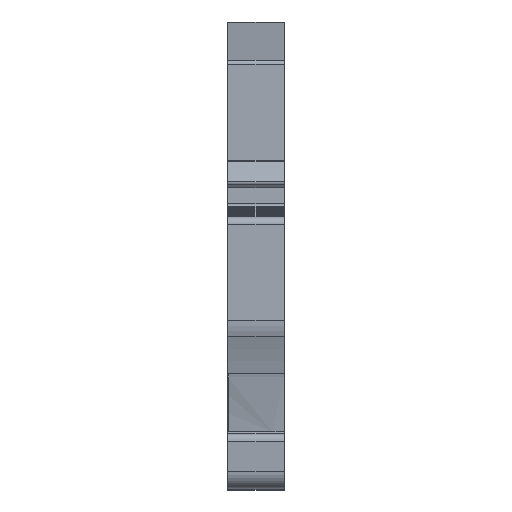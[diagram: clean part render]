
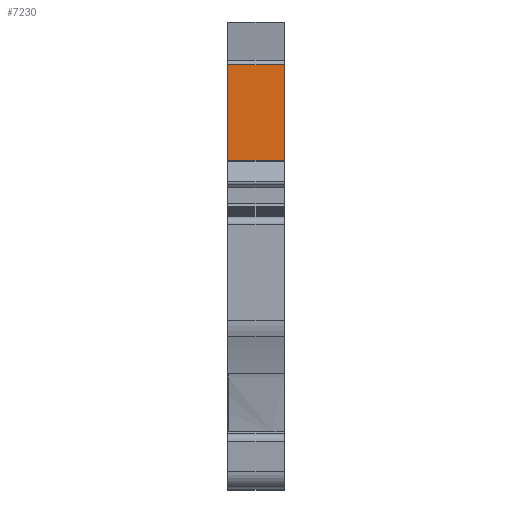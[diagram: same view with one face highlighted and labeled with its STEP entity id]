
A CAD part, front view. The second image highlights one B-rep face of the part: STEP entity #7230.
In plain terms, the highlighted planar face has unit normal (0, -1, 0).
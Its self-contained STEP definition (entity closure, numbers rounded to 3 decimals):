
#7203=AXIS2_PLACEMENT_3D('Plane Axis2P3D',#7200,#7201,#7202) ;
#7178=CARTESIAN_POINT('Vertex',(0.,11.768,35.316)) ;
#7185=CARTESIAN_POINT('Vertex',(6.1,11.768,35.316)) ;
#7188=CARTESIAN_POINT('Line Origine',(3.66,11.768,35.316)) ;
#7200=CARTESIAN_POINT('Axis2P3D Location',(0.,11.768,35.316)) ;
#7205=CARTESIAN_POINT('Line Origine',(0.,11.768,40.463)) ;
#7209=CARTESIAN_POINT('Vertex',(0.,11.768,45.61)) ;
#7212=CARTESIAN_POINT('Line Origine',(6.1,11.768,40.463)) ;
#7216=CARTESIAN_POINT('Vertex',(6.1,11.768,45.61)) ;
#7219=CARTESIAN_POINT('Line Origine',(3.05,11.768,45.61)) ;
#7189=DIRECTION('Vector Direction',(-1.,0.,0.)) ;
#7201=DIRECTION('Axis2P3D Direction',(0.,1.,0.)) ;
#7202=DIRECTION('Axis2P3D XDirection',(0.,0.,1.)) ;
#7206=DIRECTION('Vector Direction',(0.,0.,1.)) ;
#7213=DIRECTION('Vector Direction',(0.,0.,1.)) ;
#7220=DIRECTION('Vector Direction',(1.,0.,0.)) ;
#7190=VECTOR('Line Direction',#7189,1.) ;
#7207=VECTOR('Line Direction',#7206,1.) ;
#7214=VECTOR('Line Direction',#7213,1.) ;
#7221=VECTOR('Line Direction',#7220,1.) ;
#7225=ORIENTED_EDGE('',*,*,#7211,.F.) ;
#7226=ORIENTED_EDGE('',*,*,#7192,.T.) ;
#7227=ORIENTED_EDGE('',*,*,#7218,.T.) ;
#7228=ORIENTED_EDGE('',*,*,#7223,.F.) ;
#7230=ADVANCED_FACE('MLD_AEB_ITB_2-5/4_BB_BL.1',(#7229),#7204,.F.) ;
#7192=EDGE_CURVE('',#7179,#7186,#7191,.F.) ;
#7211=EDGE_CURVE('',#7179,#7210,#7208,.T.) ;
#7218=EDGE_CURVE('',#7186,#7217,#7215,.T.) ;
#7223=EDGE_CURVE('',#7210,#7217,#7222,.T.) ;
#7224=EDGE_LOOP('',(#7225,#7226,#7227,#7228)) ;
#7229=FACE_OUTER_BOUND('',#7224,.T.) ;
#7191=LINE('Line',#7188,#7190) ;
#7208=LINE('Line',#7205,#7207) ;
#7215=LINE('Line',#7212,#7214) ;
#7222=LINE('Line',#7219,#7221) ;
#7204=PLANE('',#7203) ;
#7179=VERTEX_POINT('',#7178) ;
#7186=VERTEX_POINT('',#7185) ;
#7210=VERTEX_POINT('',#7209) ;
#7217=VERTEX_POINT('',#7216) ;
